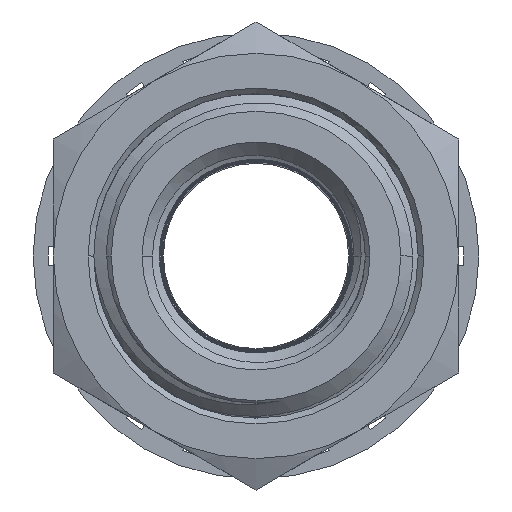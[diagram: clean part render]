
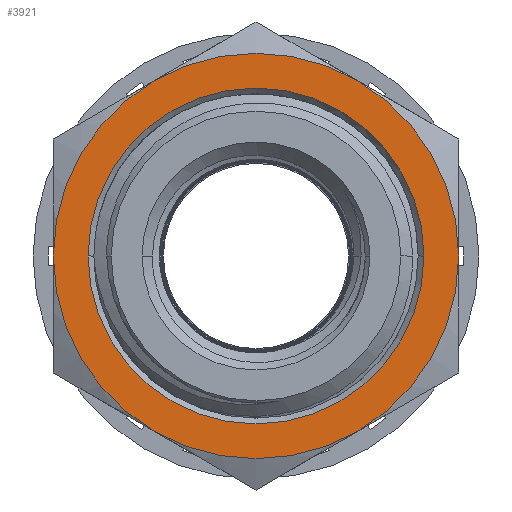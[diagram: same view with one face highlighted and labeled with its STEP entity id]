
A CAD part, left-side view. The second image highlights one B-rep face of the part: STEP entity #3921.
In plain terms, the highlighted planar face has unit normal (-1, 0, 0).
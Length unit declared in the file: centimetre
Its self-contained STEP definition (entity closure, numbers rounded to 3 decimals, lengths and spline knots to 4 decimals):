
#119=FACE_BOUND('',#511,.T.);
#134=PLANE('',#4158);
#285=FACE_OUTER_BOUND('',#510,.T.);
#510=EDGE_LOOP('',(#2694,#2695,#2696,#2697,#2698,#2699));
#511=EDGE_LOOP('',(#2700,#2701));
#716=CIRCLE('',#4149,13.1536);
#718=CIRCLE('',#4159,15.875);
#719=CIRCLE('',#4160,15.875);
#720=CIRCLE('',#4161,15.875);
#721=CIRCLE('',#4162,15.875);
#722=CIRCLE('',#4163,15.875);
#723=CIRCLE('',#4164,15.875);
#724=CIRCLE('',#4165,13.1536);
#1572=VERTEX_POINT('',#6411);
#1573=VERTEX_POINT('',#6413);
#1578=VERTEX_POINT('',#6426);
#1584=VERTEX_POINT('',#6447);
#1588=VERTEX_POINT('',#6465);
#1592=VERTEX_POINT('',#6483);
#1596=VERTEX_POINT('',#6501);
#1598=VERTEX_POINT('',#6516);
#2003=EDGE_CURVE('',#1573,#1572,#716,.T.);
#2038=EDGE_CURVE('',#1578,#1598,#718,.T.);
#2039=EDGE_CURVE('',#1584,#1578,#719,.T.);
#2040=EDGE_CURVE('',#1588,#1584,#720,.T.);
#2041=EDGE_CURVE('',#1592,#1588,#721,.T.);
#2042=EDGE_CURVE('',#1592,#1596,#722,.T.);
#2043=EDGE_CURVE('',#1598,#1596,#723,.T.);
#2044=EDGE_CURVE('',#1572,#1573,#724,.T.);
#2694=ORIENTED_EDGE('',*,*,#2038,.F.);
#2695=ORIENTED_EDGE('',*,*,#2039,.F.);
#2696=ORIENTED_EDGE('',*,*,#2040,.F.);
#2697=ORIENTED_EDGE('',*,*,#2041,.F.);
#2698=ORIENTED_EDGE('',*,*,#2042,.T.);
#2699=ORIENTED_EDGE('',*,*,#2043,.F.);
#2700=ORIENTED_EDGE('',*,*,#2003,.T.);
#2701=ORIENTED_EDGE('',*,*,#2044,.T.);
#3921=ADVANCED_FACE('',(#285,#119),#134,.F.);
#4149=AXIS2_PLACEMENT_3D('',#6414,#4569,#4570);
#4158=AXIS2_PLACEMENT_3D('',#6530,#4596,#4597);
#4159=AXIS2_PLACEMENT_3D('',#6531,#4598,#4599);
#4160=AXIS2_PLACEMENT_3D('',#6532,#4600,#4601);
#4161=AXIS2_PLACEMENT_3D('',#6533,#4602,#4603);
#4162=AXIS2_PLACEMENT_3D('',#6534,#4604,#4605);
#4163=AXIS2_PLACEMENT_3D('',#6535,#4606,#4607);
#4164=AXIS2_PLACEMENT_3D('',#6536,#4608,#4609);
#4165=AXIS2_PLACEMENT_3D('',#6537,#4610,#4611);
#4569=DIRECTION('center_axis',(1.,0.,0.));
#4570=DIRECTION('ref_axis',(0.,1.,0.));
#4596=DIRECTION('center_axis',(1.,0.,0.));
#4597=DIRECTION('ref_axis',(0.,1.,0.));
#4598=DIRECTION('center_axis',(1.,0.,0.));
#4599=DIRECTION('ref_axis',(0.,1.,0.));
#4600=DIRECTION('center_axis',(1.,0.,0.));
#4601=DIRECTION('ref_axis',(0.,1.,0.));
#4602=DIRECTION('center_axis',(1.,0.,0.));
#4603=DIRECTION('ref_axis',(0.,1.,0.));
#4604=DIRECTION('center_axis',(1.,0.,0.));
#4605=DIRECTION('ref_axis',(0.,1.,0.));
#4606=DIRECTION('center_axis',(-1.,0.,0.));
#4607=DIRECTION('ref_axis',(0.,-1.,0.));
#4608=DIRECTION('center_axis',(1.,0.,0.));
#4609=DIRECTION('ref_axis',(0.,1.,0.));
#4610=DIRECTION('center_axis',(1.,0.,0.));
#4611=DIRECTION('ref_axis',(0.,1.,0.));
#6411=CARTESIAN_POINT('',(-15.0813,13.1536,0.));
#6413=CARTESIAN_POINT('',(-15.0813,-13.1536,0.));
#6414=CARTESIAN_POINT('Origin',(-15.0813,0.,0.));
#6426=CARTESIAN_POINT('',(-15.0813,15.875,0.));
#6447=CARTESIAN_POINT('',(-15.0813,7.9375,-13.7482));
#6465=CARTESIAN_POINT('',(-15.0813,-7.9375,-13.7482));
#6483=CARTESIAN_POINT('',(-15.0813,-15.875,0.));
#6501=CARTESIAN_POINT('',(-15.0813,-7.9375,13.7482));
#6516=CARTESIAN_POINT('',(-15.0813,7.9375,13.7482));
#6530=CARTESIAN_POINT('Origin',(-15.0813,0.,0.));
#6531=CARTESIAN_POINT('Origin',(-15.0813,0.,0.));
#6532=CARTESIAN_POINT('Origin',(-15.0813,0.,0.));
#6533=CARTESIAN_POINT('Origin',(-15.0813,0.,0.));
#6534=CARTESIAN_POINT('Origin',(-15.0813,0.,0.));
#6535=CARTESIAN_POINT('Origin',(-15.0813,0.,0.));
#6536=CARTESIAN_POINT('Origin',(-15.0813,0.,0.));
#6537=CARTESIAN_POINT('Origin',(-15.0813,0.,0.));
